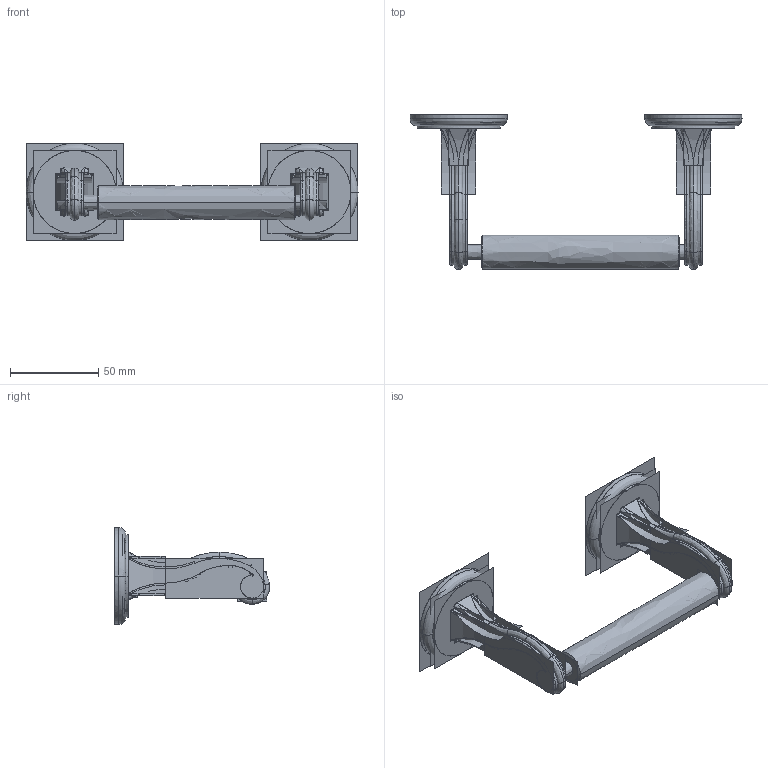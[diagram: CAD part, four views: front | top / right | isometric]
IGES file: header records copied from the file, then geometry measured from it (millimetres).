
Start section:  PTC IGES file: 2708a.igs
Global section: file name: 2708a.igs; native system: Pro/ENGINEER by Parametric Technology Corporation; preprocessor: 2009300; author: project; organization: Unknown; date: 20101004.112724; units: inch
Bounding box: 188.02 x 88.03 x 54.99 mm (x, y, z)
Surface area: 2646759.7 mm2 (no closed solid volume)
Topology: 0 solids, 0 shells, 1192 faces, 8632 edges, 8624 vertices
Faces by surface type: bspline 1192
